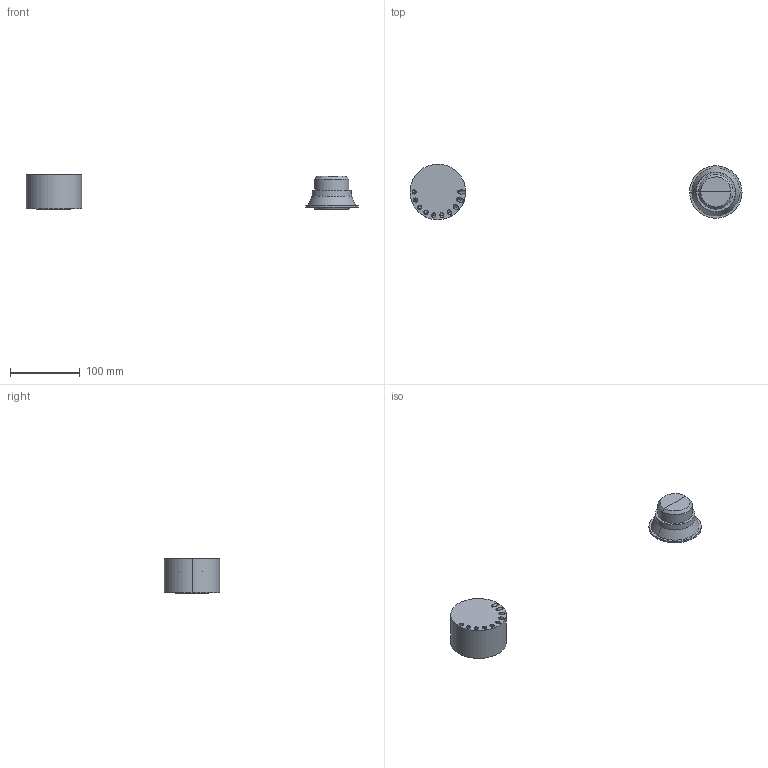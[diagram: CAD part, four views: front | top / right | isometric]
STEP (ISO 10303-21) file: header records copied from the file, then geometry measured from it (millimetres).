
FILE_DESCRIPTION(/* description */ (''),/* implementation_level */ '2;1');
FILE_NAME(/* name */ 'detail',/* time_stamp */ '2017-03-10T21:12:07+03:00',/* author */ (''),/* organization */ (''),/* preprocessor_version */ 'ST-DEVELOPER v15',/* originating_system */ '',/* authorisation */ '');
FILE_SCHEMA (('AUTOMOTIVE_DESIGN'));
Length unit declared in the file: millimetre
Products named in the file (1): Document
Bounding box: 477.7 x 79.88 x 49.2 mm (x, y, z)
Volume: 205838 mm3; surface area: 75208.8 mm2
Topology: 3 solids, 3 shells, 108 faces, 240 edges, 137 vertices
Faces by surface type: bspline 96, plane 12
Entity records: 4055 total; most frequent: CARTESIAN_POINT 2685, ORIENTED_EDGE 464, EDGE_CURVE 232, VERTEX_POINT 137, EDGE_LOOP 135, ADVANCED_FACE 108, FACE_OUTER_BOUND 108, B_SPLINE_CURVE_WITH_KNOTS 92
